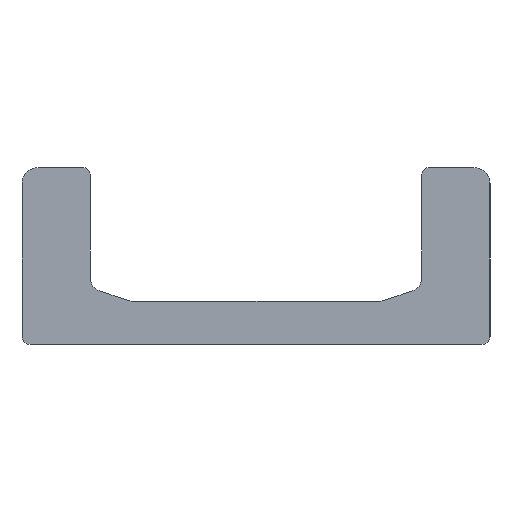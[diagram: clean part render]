
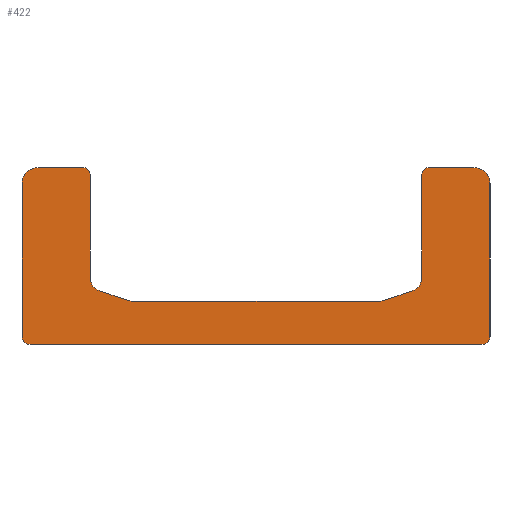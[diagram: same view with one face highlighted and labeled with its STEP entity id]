
A CAD part, left-side view. The second image highlights one B-rep face of the part: STEP entity #422.
In plain terms, the highlighted planar face has unit normal (-1, 0, 0).
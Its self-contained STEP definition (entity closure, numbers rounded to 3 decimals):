
#16=CIRCLE('',#446,5.);
#18=CIRCLE('',#450,5.);
#20=CIRCLE('',#454,5.);
#22=CIRCLE('',#458,5.);
#24=CIRCLE('',#462,3.);
#26=CIRCLE('',#466,6.);
#28=CIRCLE('',#470,3.);
#30=CIRCLE('',#474,3.);
#32=CIRCLE('',#478,6.);
#34=CIRCLE('',#482,3.);
#66=FACE_OUTER_BOUND('',#88,.T.);
#88=EDGE_LOOP('',(#369,#370,#371,#372,#373,#374,#375,#376,#377,#378,#379,
#380,#381,#382,#383,#384,#385,#386,#387,#388));
#91=LINE('',#619,#131);
#95=LINE('',#631,#135);
#99=LINE('',#643,#139);
#103=LINE('',#655,#143);
#107=LINE('',#667,#147);
#111=LINE('',#679,#151);
#115=LINE('',#691,#155);
#119=LINE('',#703,#159);
#123=LINE('',#715,#163);
#127=LINE('',#727,#167);
#131=VECTOR('',#491,10.);
#135=VECTOR('',#503,10.);
#139=VECTOR('',#515,10.);
#143=VECTOR('',#527,10.);
#147=VECTOR('',#539,10.);
#151=VECTOR('',#551,10.);
#155=VECTOR('',#563,10.);
#159=VECTOR('',#575,10.);
#163=VECTOR('',#587,10.);
#167=VECTOR('',#599,10.);
#171=VERTEX_POINT('',#616);
#172=VERTEX_POINT('',#618);
#174=VERTEX_POINT('',#624);
#176=VERTEX_POINT('',#630);
#178=VERTEX_POINT('',#636);
#180=VERTEX_POINT('',#642);
#182=VERTEX_POINT('',#648);
#184=VERTEX_POINT('',#654);
#186=VERTEX_POINT('',#660);
#188=VERTEX_POINT('',#666);
#190=VERTEX_POINT('',#672);
#192=VERTEX_POINT('',#678);
#194=VERTEX_POINT('',#684);
#196=VERTEX_POINT('',#690);
#198=VERTEX_POINT('',#696);
#200=VERTEX_POINT('',#702);
#202=VERTEX_POINT('',#708);
#204=VERTEX_POINT('',#714);
#206=VERTEX_POINT('',#720);
#208=VERTEX_POINT('',#726);
#211=EDGE_CURVE('',#172,#171,#91,.T.);
#214=EDGE_CURVE('',#174,#172,#16,.T.);
#217=EDGE_CURVE('',#176,#174,#95,.T.);
#220=EDGE_CURVE('',#178,#176,#18,.T.);
#223=EDGE_CURVE('',#180,#178,#99,.T.);
#226=EDGE_CURVE('',#182,#180,#20,.T.);
#229=EDGE_CURVE('',#184,#182,#103,.T.);
#232=EDGE_CURVE('',#186,#184,#22,.T.);
#235=EDGE_CURVE('',#188,#186,#107,.T.);
#238=EDGE_CURVE('',#190,#188,#24,.T.);
#241=EDGE_CURVE('',#192,#190,#111,.T.);
#244=EDGE_CURVE('',#194,#192,#26,.T.);
#247=EDGE_CURVE('',#196,#194,#115,.T.);
#250=EDGE_CURVE('',#198,#196,#28,.T.);
#253=EDGE_CURVE('',#200,#198,#119,.T.);
#256=EDGE_CURVE('',#202,#200,#30,.T.);
#259=EDGE_CURVE('',#204,#202,#123,.T.);
#262=EDGE_CURVE('',#206,#204,#32,.T.);
#265=EDGE_CURVE('',#208,#206,#127,.T.);
#268=EDGE_CURVE('',#171,#208,#34,.T.);
#369=ORIENTED_EDGE('',*,*,#268,.T.);
#370=ORIENTED_EDGE('',*,*,#265,.T.);
#371=ORIENTED_EDGE('',*,*,#262,.T.);
#372=ORIENTED_EDGE('',*,*,#259,.T.);
#373=ORIENTED_EDGE('',*,*,#256,.T.);
#374=ORIENTED_EDGE('',*,*,#253,.T.);
#375=ORIENTED_EDGE('',*,*,#250,.T.);
#376=ORIENTED_EDGE('',*,*,#247,.T.);
#377=ORIENTED_EDGE('',*,*,#244,.T.);
#378=ORIENTED_EDGE('',*,*,#241,.T.);
#379=ORIENTED_EDGE('',*,*,#238,.T.);
#380=ORIENTED_EDGE('',*,*,#235,.T.);
#381=ORIENTED_EDGE('',*,*,#232,.T.);
#382=ORIENTED_EDGE('',*,*,#229,.T.);
#383=ORIENTED_EDGE('',*,*,#226,.T.);
#384=ORIENTED_EDGE('',*,*,#223,.T.);
#385=ORIENTED_EDGE('',*,*,#220,.T.);
#386=ORIENTED_EDGE('',*,*,#217,.T.);
#387=ORIENTED_EDGE('',*,*,#214,.T.);
#388=ORIENTED_EDGE('',*,*,#211,.T.);
#400=PLANE('',#484);
#422=ADVANCED_FACE('',(#66),#400,.F.);
#446=AXIS2_PLACEMENT_3D('',#625,#497,#498);
#450=AXIS2_PLACEMENT_3D('',#637,#509,#510);
#454=AXIS2_PLACEMENT_3D('',#649,#521,#522);
#458=AXIS2_PLACEMENT_3D('',#661,#533,#534);
#462=AXIS2_PLACEMENT_3D('',#673,#545,#546);
#466=AXIS2_PLACEMENT_3D('',#685,#557,#558);
#470=AXIS2_PLACEMENT_3D('',#697,#569,#570);
#474=AXIS2_PLACEMENT_3D('',#709,#581,#582);
#478=AXIS2_PLACEMENT_3D('',#721,#593,#594);
#482=AXIS2_PLACEMENT_3D('',#731,#605,#606);
#484=AXIS2_PLACEMENT_3D('',#733,#609,#610);
#491=DIRECTION('',(0.,0.,1.));
#497=DIRECTION('center_axis',(1.,0.,0.));
#498=DIRECTION('ref_axis',(0.,-0.316,0.949));
#503=DIRECTION('',(0.,0.949,0.316));
#509=DIRECTION('center_axis',(1.,0.,0.));
#510=DIRECTION('ref_axis',(0.,0.,1.));
#515=DIRECTION('',(0.,1.,0.));
#521=DIRECTION('center_axis',(1.,0.,0.));
#522=DIRECTION('ref_axis',(0.,0.316,0.949));
#527=DIRECTION('',(0.,0.949,-0.316));
#533=DIRECTION('center_axis',(1.,0.,0.));
#534=DIRECTION('ref_axis',(0.,1.,0.));
#539=DIRECTION('',(0.,0.,-1.));
#545=DIRECTION('center_axis',(-1.,0.,0.));
#546=DIRECTION('ref_axis',(0.,1.,0.));
#551=DIRECTION('',(0.,1.,0.));
#557=DIRECTION('center_axis',(-1.,0.,0.));
#558=DIRECTION('ref_axis',(0.,0.,1.));
#563=DIRECTION('',(0.,0.,1.));
#569=DIRECTION('center_axis',(-1.,0.,0.));
#570=DIRECTION('ref_axis',(0.,-1.,0.));
#575=DIRECTION('',(0.,-1.,0.));
#581=DIRECTION('center_axis',(-1.,0.,0.));
#582=DIRECTION('ref_axis',(0.,0.,-1.));
#587=DIRECTION('',(0.,0.,-1.));
#593=DIRECTION('center_axis',(-1.,0.,0.));
#594=DIRECTION('ref_axis',(0.,1.,0.));
#599=DIRECTION('',(0.,1.,0.));
#605=DIRECTION('center_axis',(-1.,0.,0.));
#606=DIRECTION('ref_axis',(0.,0.,1.));
#609=DIRECTION('center_axis',(1.,0.,0.));
#610=DIRECTION('ref_axis',(0.,0.,-1.));
#616=CARTESIAN_POINT('',(-1000.,61.9,30.1));
#618=CARTESIAN_POINT('',(-1000.,61.9,-8.296));
#619=CARTESIAN_POINT('',(-1000.,61.9,30.1));
#624=CARTESIAN_POINT('',(-1000.,58.481,-13.04));
#625=CARTESIAN_POINT('Origin',(-1000.,56.9,-8.296));
#630=CARTESIAN_POINT('',(-1000.,47.67,-16.643));
#631=CARTESIAN_POINT('',(-1000.,58.481,-13.04));
#636=CARTESIAN_POINT('',(-1000.,46.089,-16.9));
#637=CARTESIAN_POINT('Origin',(-1000.,46.089,-11.9));
#642=CARTESIAN_POINT('',(-1000.,-46.089,-16.9));
#643=CARTESIAN_POINT('',(-1000.,46.089,-16.9));
#648=CARTESIAN_POINT('',(-1000.,-47.67,-16.643));
#649=CARTESIAN_POINT('Origin',(-1000.,-46.089,-11.9));
#654=CARTESIAN_POINT('',(-1000.,-58.481,-13.04));
#655=CARTESIAN_POINT('',(-1000.,-47.67,-16.643));
#660=CARTESIAN_POINT('',(-1000.,-61.9,-8.296));
#661=CARTESIAN_POINT('Origin',(-1000.,-56.9,-8.296));
#666=CARTESIAN_POINT('',(-1000.,-61.9,30.1));
#667=CARTESIAN_POINT('',(-1000.,-61.9,-8.296));
#672=CARTESIAN_POINT('',(-1000.,-64.9,33.1));
#673=CARTESIAN_POINT('Origin',(-1000.,-64.9,30.1));
#678=CARTESIAN_POINT('',(-1000.,-81.5,33.1));
#679=CARTESIAN_POINT('',(-1000.,-64.9,33.1));
#684=CARTESIAN_POINT('',(-1000.,-87.5,27.1));
#685=CARTESIAN_POINT('Origin',(-1000.,-81.5,27.1));
#690=CARTESIAN_POINT('',(-1000.,-87.5,-30.1));
#691=CARTESIAN_POINT('',(-1000.,-87.5,27.1));
#696=CARTESIAN_POINT('',(-1000.,-84.5,-33.1));
#697=CARTESIAN_POINT('Origin',(-1000.,-84.5,-30.1));
#702=CARTESIAN_POINT('',(-1000.,84.5,-33.1));
#703=CARTESIAN_POINT('',(-1000.,-84.5,-33.1));
#708=CARTESIAN_POINT('',(-1000.,87.5,-30.1));
#709=CARTESIAN_POINT('Origin',(-1000.,84.5,-30.1));
#714=CARTESIAN_POINT('',(-1000.,87.5,27.1));
#715=CARTESIAN_POINT('',(-1000.,87.5,-30.1));
#720=CARTESIAN_POINT('',(-1000.,81.5,33.1));
#721=CARTESIAN_POINT('Origin',(-1000.,81.5,27.1));
#726=CARTESIAN_POINT('',(-1000.,64.9,33.1));
#727=CARTESIAN_POINT('',(-1000.,81.5,33.1));
#731=CARTESIAN_POINT('Origin',(-1000.,64.9,30.1));
#733=CARTESIAN_POINT('Origin',(-1000.,0.,0.));
